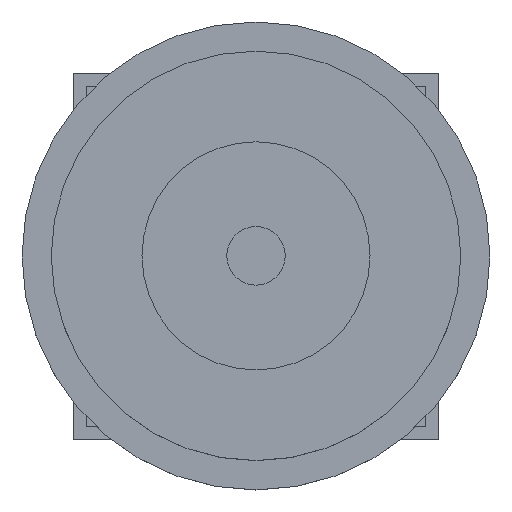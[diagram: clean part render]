
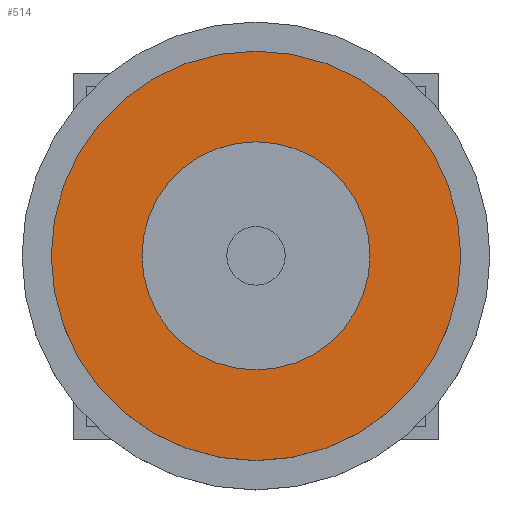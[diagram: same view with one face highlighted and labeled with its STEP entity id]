
A CAD part, top view. The second image highlights one B-rep face of the part: STEP entity #514.
In plain terms, the highlighted planar face has unit normal (0, 0, 1).
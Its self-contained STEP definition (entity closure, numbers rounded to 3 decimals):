
#486 = VERTEX_POINT('',#487);
#487 = CARTESIAN_POINT('',(7.,0.,2.2));
#493 = EDGE_CURVE('',#486,#486,#494,.T.);
#494 = CIRCLE('',#495,7.);
#495 = AXIS2_PLACEMENT_3D('',#496,#497,#498);
#496 = CARTESIAN_POINT('',(0.,0.,2.2));
#497 = DIRECTION('',(0.,0.,1.));
#498 = DIRECTION('',(1.,0.,0.));
#514 = ADVANCED_FACE('',(#515),#518,.F.);
#515 = FACE_BOUND('',#516,.T.);
#516 = EDGE_LOOP('',(#517));
#517 = ORIENTED_EDGE('',*,*,#493,.T.);
#518 = PLANE('',#519);
#519 = AXIS2_PLACEMENT_3D('',#520,#521,#522);
#520 = CARTESIAN_POINT('',(7.,0.,2.2));
#521 = DIRECTION('',(0.,0.,-1.));
#522 = DIRECTION('',(-1.,0.,0.));
